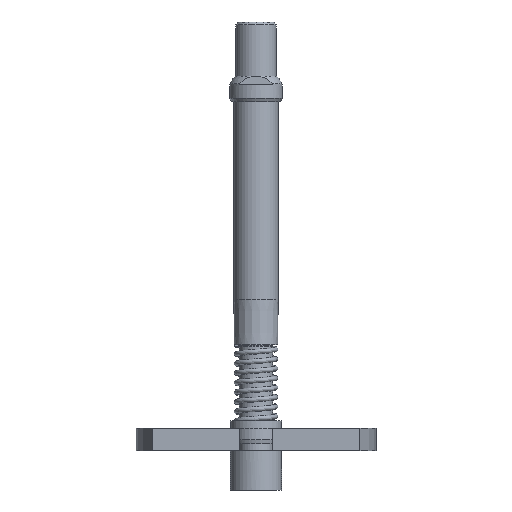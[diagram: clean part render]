
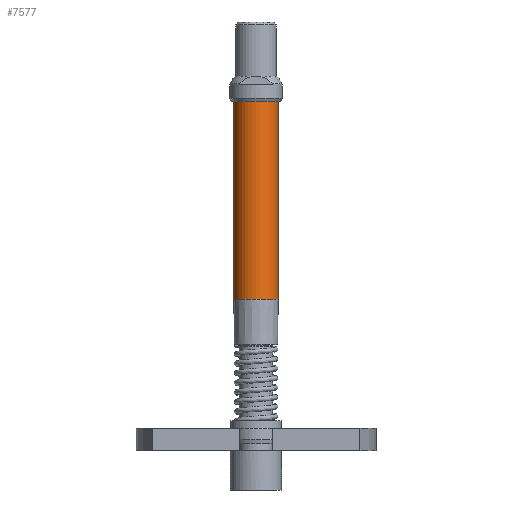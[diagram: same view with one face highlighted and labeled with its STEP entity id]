
A CAD part, front view. The second image highlights one B-rep face of the part: STEP entity #7577.
In plain terms, the highlighted cylindrical face has radius 1.475 mm (diameter 2.95 mm), a partial arc.
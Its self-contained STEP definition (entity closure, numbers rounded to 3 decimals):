
#304 = CIRCLE ( 'NONE', #12829, 1.475 ) ;
#433 = VERTEX_POINT ( 'NONE', #5998 ) ;
#578 = VECTOR ( 'NONE', #8306, 1000. ) ;
#1061 = DIRECTION ( 'NONE',  ( 1., 0., 0. ) ) ;
#1382 = VERTEX_POINT ( 'NONE', #15532 ) ;
#1626 = CARTESIAN_POINT ( 'NONE',  ( 0., -2., 10.1 ) ) ;
#2281 = LINE ( 'NONE', #7822, #5277 ) ;
#2356 = DIRECTION ( 'NONE',  ( 1., 0., 0. ) ) ;
#2751 = CARTESIAN_POINT ( 'NONE',  ( -1.475, -2., 23.3 ) ) ;
#3183 = AXIS2_PLACEMENT_3D ( 'NONE', #9303, #15019, #2356 ) ;
#3197 = EDGE_CURVE ( 'NONE', #13009, #7659, #304, .T. ) ;
#3715 = CYLINDRICAL_SURFACE ( 'NONE', #3183, 1.475 ) ;
#4358 = AXIS2_PLACEMENT_3D ( 'NONE', #17739, #5028, #10658 ) ;
#5028 = DIRECTION ( 'NONE',  ( 0., 0., 1. ) ) ;
#5277 = VECTOR ( 'NONE', #13508, 1000. ) ;
#5568 = EDGE_CURVE ( 'NONE', #13009, #433, #15415, .T. ) ;
#5925 = EDGE_CURVE ( 'NONE', #7659, #1382, #2281, .T. ) ;
#5998 = CARTESIAN_POINT ( 'NONE',  ( -1.475, -2., 23.3 ) ) ;
#7577 = ADVANCED_FACE ( 'NONE', ( #16422 ), #3715, .T. ) ;
#7659 = VERTEX_POINT ( 'NONE', #18235 ) ;
#7822 = CARTESIAN_POINT ( 'NONE',  ( 1.475, -2., 23.3 ) ) ;
#8306 = DIRECTION ( 'NONE',  ( 0., 0., 1. ) ) ;
#9039 = ORIENTED_EDGE ( 'NONE', *, *, #10305, .F. ) ;
#9291 = EDGE_LOOP ( 'NONE', ( #12602, #14120, #13046, #9039 ) ) ;
#9303 = CARTESIAN_POINT ( 'NONE',  ( 0., -2., 23.3 ) ) ;
#10305 = EDGE_CURVE ( 'NONE', #433, #1382, #17103, .T. ) ;
#10658 = DIRECTION ( 'NONE',  ( 1., 0., 0. ) ) ;
#12183 = CARTESIAN_POINT ( 'NONE',  ( -1.475, -2., 10.1 ) ) ;
#12602 = ORIENTED_EDGE ( 'NONE', *, *, #5568, .F. ) ;
#12829 = AXIS2_PLACEMENT_3D ( 'NONE', #1626, #14255, #1061 ) ;
#13009 = VERTEX_POINT ( 'NONE', #12183 ) ;
#13046 = ORIENTED_EDGE ( 'NONE', *, *, #5925, .T. ) ;
#13508 = DIRECTION ( 'NONE',  ( 0., 0., 1. ) ) ;
#14120 = ORIENTED_EDGE ( 'NONE', *, *, #3197, .T. ) ;
#14255 = DIRECTION ( 'NONE',  ( 0., 0., 1. ) ) ;
#15019 = DIRECTION ( 'NONE',  ( 0., 0., 1. ) ) ;
#15415 = LINE ( 'NONE', #2751, #578 ) ;
#15532 = CARTESIAN_POINT ( 'NONE',  ( 1.475, -2., 23.3 ) ) ;
#16422 = FACE_OUTER_BOUND ( 'NONE', #9291, .T. ) ;
#17103 = CIRCLE ( 'NONE', #4358, 1.475 ) ;
#17739 = CARTESIAN_POINT ( 'NONE',  ( 0., -2., 23.3 ) ) ;
#18235 = CARTESIAN_POINT ( 'NONE',  ( 1.475, -2., 10.1 ) ) ;
